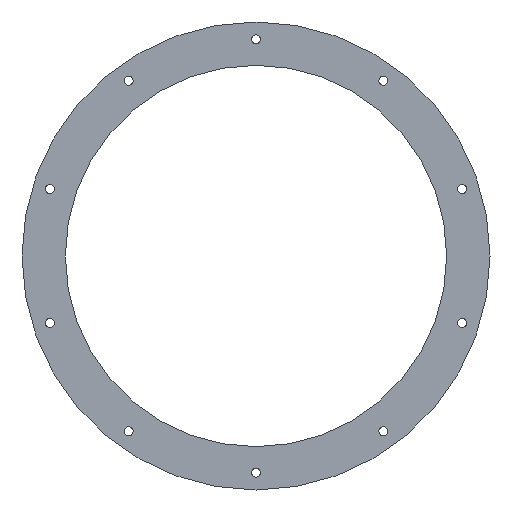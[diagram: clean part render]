
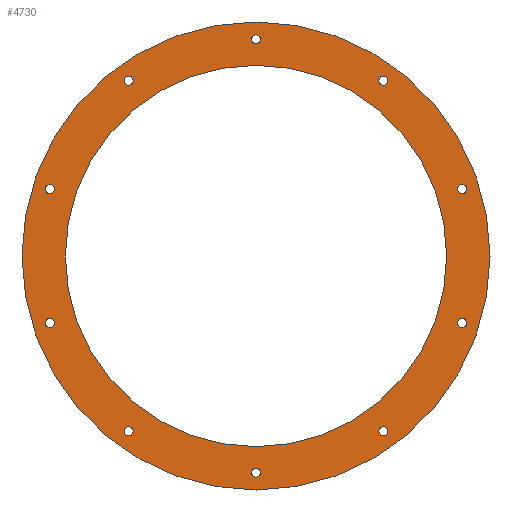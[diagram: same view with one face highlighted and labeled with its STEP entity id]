
A CAD part, front view. The second image highlights one B-rep face of the part: STEP entity #4730.
In plain terms, the highlighted planar face has unit normal (0, -1, 0).
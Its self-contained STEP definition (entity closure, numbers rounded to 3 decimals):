
#40=CIRCLE('',#4892,2.6);
#41=CIRCLE('',#4894,2.6);
#42=CIRCLE('',#4896,2.6);
#43=CIRCLE('',#4898,2.6);
#44=CIRCLE('',#4900,2.6);
#45=CIRCLE('',#4902,2.6);
#46=CIRCLE('',#4904,2.6);
#47=CIRCLE('',#4906,2.6);
#48=CIRCLE('',#4908,2.6);
#49=CIRCLE('',#4910,2.6);
#52=CIRCLE('',#4916,110.);
#53=CIRCLE('',#4918,135.);
#85=FACE_BOUND('',#736,.T.);
#86=FACE_BOUND('',#737,.T.);
#87=FACE_BOUND('',#738,.T.);
#88=FACE_BOUND('',#739,.T.);
#89=FACE_BOUND('',#740,.T.);
#90=FACE_BOUND('',#741,.T.);
#91=FACE_BOUND('',#742,.T.);
#92=FACE_BOUND('',#743,.T.);
#93=FACE_BOUND('',#744,.T.);
#94=FACE_BOUND('',#745,.T.);
#95=FACE_BOUND('',#746,.T.);
#454=FACE_OUTER_BOUND('',#735,.T.);
#735=EDGE_LOOP('',(#4341));
#736=EDGE_LOOP('',(#4342));
#737=EDGE_LOOP('',(#4343));
#738=EDGE_LOOP('',(#4344));
#739=EDGE_LOOP('',(#4345));
#740=EDGE_LOOP('',(#4346));
#741=EDGE_LOOP('',(#4347));
#742=EDGE_LOOP('',(#4348));
#743=EDGE_LOOP('',(#4349));
#744=EDGE_LOOP('',(#4350));
#745=EDGE_LOOP('',(#4351));
#746=EDGE_LOOP('',(#4352));
#2287=VERTEX_POINT('',#8779);
#2288=VERTEX_POINT('',#8783);
#2289=VERTEX_POINT('',#8787);
#2290=VERTEX_POINT('',#8791);
#2291=VERTEX_POINT('',#8795);
#2292=VERTEX_POINT('',#8799);
#2293=VERTEX_POINT('',#8803);
#2294=VERTEX_POINT('',#8807);
#2295=VERTEX_POINT('',#8811);
#2296=VERTEX_POINT('',#8815);
#2299=VERTEX_POINT('',#8826);
#2300=VERTEX_POINT('',#8830);
#2959=EDGE_CURVE('',#2287,#2287,#40,.T.);
#2961=EDGE_CURVE('',#2288,#2288,#41,.T.);
#2963=EDGE_CURVE('',#2289,#2289,#42,.T.);
#2965=EDGE_CURVE('',#2290,#2290,#43,.T.);
#2967=EDGE_CURVE('',#2291,#2291,#44,.T.);
#2969=EDGE_CURVE('',#2292,#2292,#45,.T.);
#2971=EDGE_CURVE('',#2293,#2293,#46,.T.);
#2973=EDGE_CURVE('',#2294,#2294,#47,.T.);
#2975=EDGE_CURVE('',#2295,#2295,#48,.T.);
#2977=EDGE_CURVE('',#2296,#2296,#49,.T.);
#2982=EDGE_CURVE('',#2299,#2299,#52,.T.);
#2984=EDGE_CURVE('',#2300,#2300,#53,.T.);
#4341=ORIENTED_EDGE('',*,*,#2984,.F.);
#4342=ORIENTED_EDGE('',*,*,#2959,.T.);
#4343=ORIENTED_EDGE('',*,*,#2961,.T.);
#4344=ORIENTED_EDGE('',*,*,#2963,.T.);
#4345=ORIENTED_EDGE('',*,*,#2965,.T.);
#4346=ORIENTED_EDGE('',*,*,#2967,.T.);
#4347=ORIENTED_EDGE('',*,*,#2969,.T.);
#4348=ORIENTED_EDGE('',*,*,#2971,.T.);
#4349=ORIENTED_EDGE('',*,*,#2973,.T.);
#4350=ORIENTED_EDGE('',*,*,#2975,.T.);
#4351=ORIENTED_EDGE('',*,*,#2977,.T.);
#4352=ORIENTED_EDGE('',*,*,#2982,.F.);
#4480=PLANE('',#4920);
#4730=ADVANCED_FACE('',(#454,#85,#86,#87,#88,#89,#90,#91,#92,#93,#94,#95),
#4480,.F.);
#4892=AXIS2_PLACEMENT_3D('',#8781,#5627,#5628);
#4894=AXIS2_PLACEMENT_3D('',#8785,#5632,#5633);
#4896=AXIS2_PLACEMENT_3D('',#8789,#5637,#5638);
#4898=AXIS2_PLACEMENT_3D('',#8793,#5642,#5643);
#4900=AXIS2_PLACEMENT_3D('',#8797,#5647,#5648);
#4902=AXIS2_PLACEMENT_3D('',#8801,#5652,#5653);
#4904=AXIS2_PLACEMENT_3D('',#8805,#5657,#5658);
#4906=AXIS2_PLACEMENT_3D('',#8809,#5662,#5663);
#4908=AXIS2_PLACEMENT_3D('',#8813,#5667,#5668);
#4910=AXIS2_PLACEMENT_3D('',#8817,#5672,#5673);
#4916=AXIS2_PLACEMENT_3D('',#8828,#5686,#5687);
#4918=AXIS2_PLACEMENT_3D('',#8832,#5691,#5692);
#4920=AXIS2_PLACEMENT_3D('',#8834,#5695,#5696);
#5627=DIRECTION('center_axis',(0.,1.,0.));
#5628=DIRECTION('ref_axis',(0.809,0.,0.588));
#5632=DIRECTION('center_axis',(0.,1.,0.));
#5633=DIRECTION('ref_axis',(0.309,0.,0.951));
#5637=DIRECTION('center_axis',(0.,1.,0.));
#5638=DIRECTION('ref_axis',(-0.309,0.,0.951));
#5642=DIRECTION('center_axis',(0.,1.,0.));
#5643=DIRECTION('ref_axis',(-0.809,0.,0.588));
#5647=DIRECTION('center_axis',(0.,1.,0.));
#5648=DIRECTION('ref_axis',(-1.,0.,0.));
#5652=DIRECTION('center_axis',(0.,1.,0.));
#5653=DIRECTION('ref_axis',(-0.809,0.,-0.588));
#5657=DIRECTION('center_axis',(0.,1.,0.));
#5658=DIRECTION('ref_axis',(-0.309,0.,-0.951));
#5662=DIRECTION('center_axis',(0.,1.,0.));
#5663=DIRECTION('ref_axis',(0.309,0.,-0.951));
#5667=DIRECTION('center_axis',(0.,1.,0.));
#5668=DIRECTION('ref_axis',(0.809,0.,-0.588));
#5672=DIRECTION('center_axis',(0.,1.,0.));
#5673=DIRECTION('ref_axis',(1.,0.,0.));
#5686=DIRECTION('center_axis',(0.,-1.,0.));
#5687=DIRECTION('ref_axis',(1.,0.,0.));
#5691=DIRECTION('center_axis',(0.,1.,0.));
#5692=DIRECTION('ref_axis',(-1.,0.,0.));
#5695=DIRECTION('center_axis',(0.,1.,0.));
#5696=DIRECTION('ref_axis',(0.,0.,1.));
#8779=CARTESIAN_POINT('',(71.37,0.,-102.655));
#8781=CARTESIAN_POINT('Origin',(73.473,0.,-101.127));
#8783=CARTESIAN_POINT('',(118.079,0.,-41.1));
#8785=CARTESIAN_POINT('Origin',(118.882,0.,-38.627));
#8787=CARTESIAN_POINT('',(119.686,0.,36.154));
#8789=CARTESIAN_POINT('Origin',(118.882,0.,38.627));
#8791=CARTESIAN_POINT('',(75.577,0.,99.599));
#8793=CARTESIAN_POINT('Origin',(73.473,0.,101.127));
#8795=CARTESIAN_POINT('',(2.6,0.,125.));
#8797=CARTESIAN_POINT('Origin',(0.,0.,125.));
#8799=CARTESIAN_POINT('',(-71.37,0.,102.655));
#8801=CARTESIAN_POINT('Origin',(-73.473,0.,101.127));
#8803=CARTESIAN_POINT('',(-118.079,0.,41.1));
#8805=CARTESIAN_POINT('Origin',(-118.882,0.,38.627));
#8807=CARTESIAN_POINT('',(-119.686,0.,-36.154));
#8809=CARTESIAN_POINT('Origin',(-118.882,0.,-38.627));
#8811=CARTESIAN_POINT('',(-75.577,0.,-99.599));
#8813=CARTESIAN_POINT('Origin',(-73.473,0.,-101.127));
#8815=CARTESIAN_POINT('',(-2.6,0.,-125.));
#8817=CARTESIAN_POINT('Origin',(0.,0.,-125.));
#8826=CARTESIAN_POINT('',(-110.,0.,0.));
#8828=CARTESIAN_POINT('Origin',(0.,0.,0.));
#8830=CARTESIAN_POINT('',(135.,0.,0.));
#8832=CARTESIAN_POINT('Origin',(0.,0.,0.));
#8834=CARTESIAN_POINT('Origin',(0.,0.,0.));
